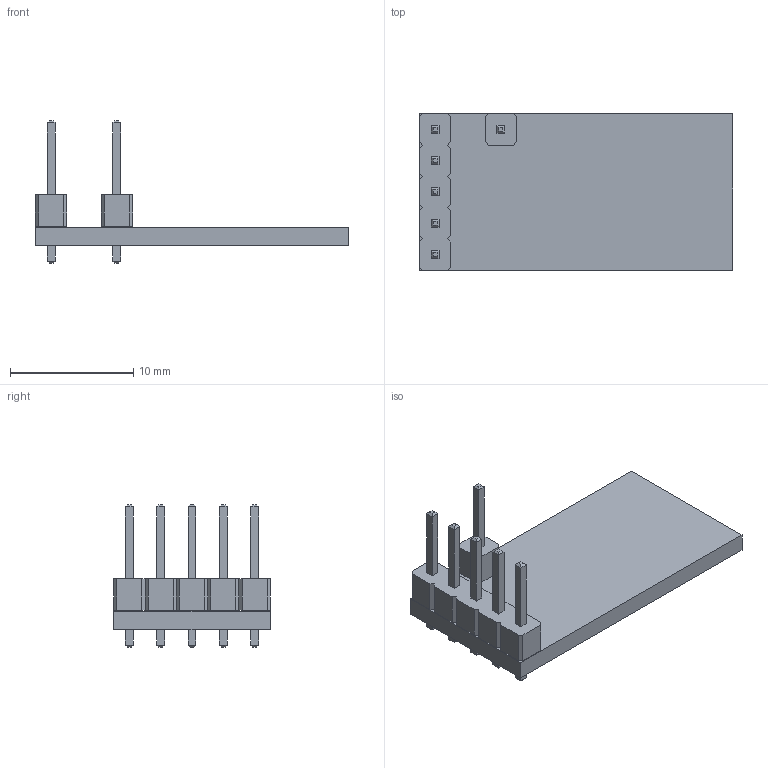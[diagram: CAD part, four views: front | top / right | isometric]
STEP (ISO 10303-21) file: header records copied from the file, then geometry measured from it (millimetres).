
FILE_DESCRIPTION(('KiCad electronic assembly'),'2;1');
FILE_NAME('SparkFun_Pulse_Oximeter_Heart-Rate_Sensor.step', '2025-09-28T12:58:07',('Pcbnew'),('Kicad'), 'Open CASCADE STEP processor 7.9','KiCad to STEP converter','Unknown' );
FILE_SCHEMA(('AUTOMOTIVE_DESIGN { 1 0 10303 214 1 1 1 1 }'));
Length unit declared in the file: millimetre
Products named in the file (4): SparkFun_Pulse_Oximeter_Heart-Rate_Sensor 1; PinHeader_1x01_P2.54mm_Vertical; PinHeader_1x05_P2.54mm_Vertical; SparkFun_Pulse_Oximeter_Heart-Rate_Sensor_PCB
Assembly tree (3 placements, depth 2):
  SparkFun_Pulse_Oximeter_Heart-Rate_Sensor 1
    PinHeader_1x01_P2.54mm_Vertical
    PinHeader_1x05_P2.54mm_Vertical
    SparkFun_Pulse_Oximeter_Heart-Rate_Sensor_PCB
Bounding box: 25.4 x 12.7 x 11.54 mm (x, y, z)
Volume: 598.1 mm3; surface area: 1094.5 mm2
Topology: 3 solids, 3 shells, 164 faces, 390 edges, 244 vertices
Faces by surface type: plane 158, cylinder 6
Full cylindrical faces by diameter (mm): 1 x6
Entity records: 5743 total; most frequent: CARTESIAN_POINT 802, ORIENTED_EDGE 780, DIRECTION 738, EDGE_CURVE 390, LINE 378, VECTOR 378, VERTEX_POINT 244, FACE_BOUND 188
